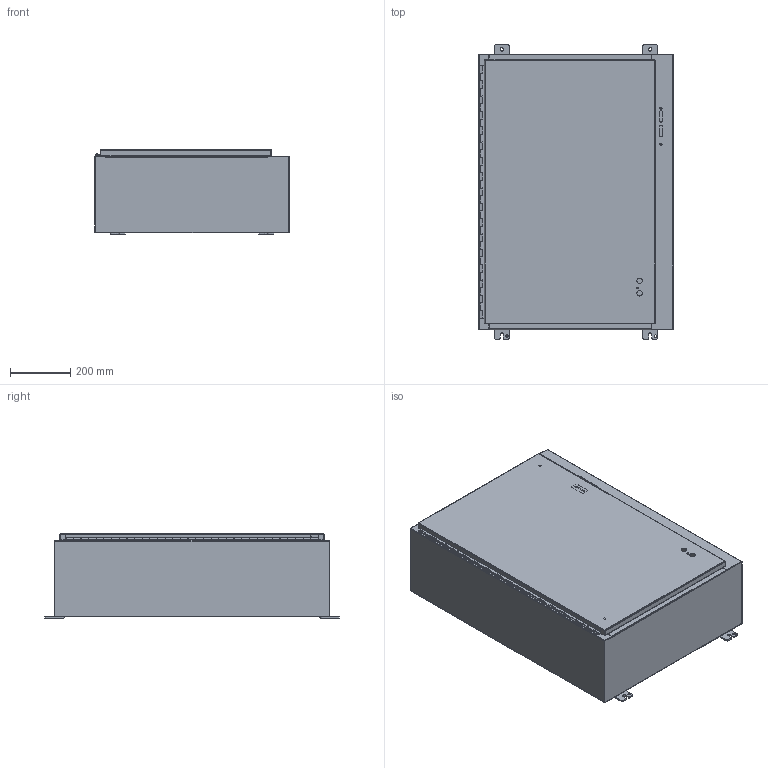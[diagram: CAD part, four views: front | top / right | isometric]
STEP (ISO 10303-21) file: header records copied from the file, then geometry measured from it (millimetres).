
FILE_DESCRIPTION((''),'2;1');
FILE_NAME('SDN12362510.stp','2012-08-30T08:24:09',('dnichola'),(''),'Autodesk Inventor 2012','Autodesk Inventor 2012','');
FILE_SCHEMA(('AUTOMOTIVE_DESIGN { 1 0 10303 214 1 1 1 1 }'));
Length unit declared in the file: inch
Products named in the file (14): SDN12362510; SDN12362510BKP; 388116; 34840; 328107; 328107T; 328107L; 328107P-1; SDN123625LID; 388115; 3881; HFW3092; 38811; 349129
Assembly tree (23 placements, depth 3):
  SDN12362510
    SDN12362510BKP
    388116  x6
    34840  x4
    328107
      328107T
      328107L
      328107P-1
    SDN123625LID
    388115
    3881
    HFW3092
    38811  x2
    349129  x2
Bounding box: 644.65 x 977.9 x 280.8 mm (x, y, z)
Volume: 4092626.6 mm3; surface area: 4361736.1 mm2
Topology: 22 solids, 22 shells, 803 faces, 2079 edges, 1361 vertices
Faces by surface type: plane 470, cylinder 276, cone 29, bspline 20, torus 8
Full cylindrical faces by diameter (mm): 2.921 x2, 3.048 x25, 3.962 x2, 4.826 x2, 6.35 x4, 7.137 x2, 7.95 x4, 8.382 x14, 8.56 x1, 11.125 x4, 15.875 x7, 17.856 x2
Entity records: 22668 total; most frequent: CARTESIAN_POINT 4563, DIRECTION 3572, ORIENTED_EDGE 3510, EDGE_CURVE 1755, VECTOR 1216, LINE 1216, VERTEX_POINT 1187, AXIS2_PLACEMENT_3D 1178
